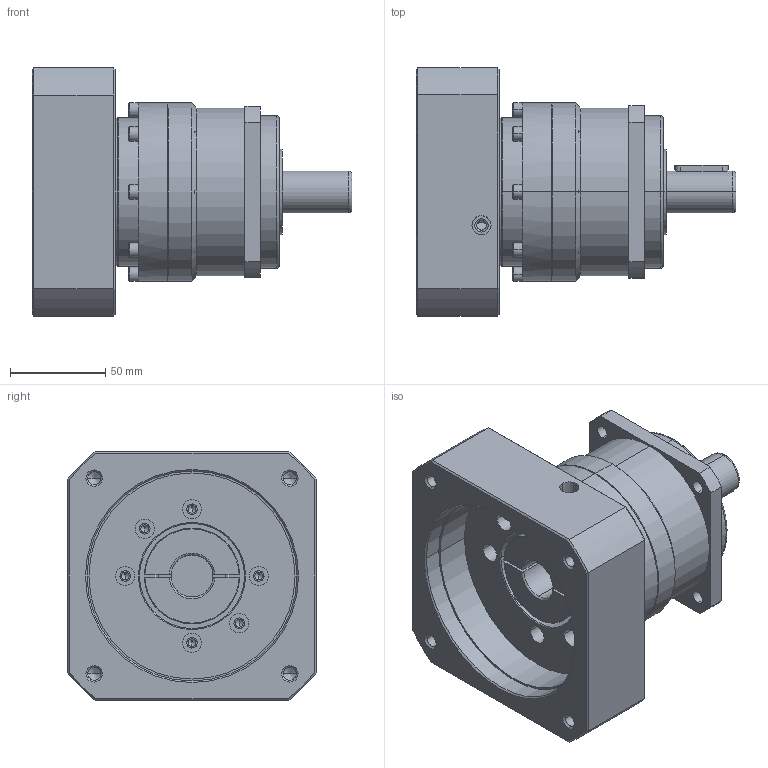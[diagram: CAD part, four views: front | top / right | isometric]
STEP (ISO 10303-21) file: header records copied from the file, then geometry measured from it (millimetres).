
FILE_DESCRIPTION (( 'STEP AP214' ), '1' );
FILE_NAME ('PB090-L1-22-110-145M8.STEP', '2022-02-12T08:27:01', ( 'admin' ), ( '' ), 'SwSTEP 2.0', 'SolidWorks 2013', '' );
FILE_SCHEMA (( 'AUTOMOTIVE_DESIGN' ));
Length unit declared in the file: millimetre
Products named in the file (4): PB090-110-145M8; PB090_X2_58F34F537AEF_X0_-19; PB090_X2_8F9351FA7AEF_X0_; PB090-L1-22-110-145M8
Assembly tree (3 placements, depth 2):
  PB090-L1-22-110-145M8
    PB090_X2_8F9351FA7AEF_X0_
    PB090_X2_58F34F537AEF_X0_-19
    PB090-110-145M8
Bounding box: 167.5 x 130 x 130 mm (x, y, z)
Volume: 960504.9 mm3; surface area: 140096.3 mm2
Topology: 4 solids, 4 shells, 416 faces, 1007 edges, 603 vertices
Faces by surface type: cylinder 167, plane 126, cone 98, bspline 25
Entity records: 17237 total; most frequent: CARTESIAN_POINT 2992, DIRECTION 2070, ORIENTED_EDGE 1882, EDGE_CURVE 941, AXIS2_PLACEMENT_3D 801, VERTEX_POINT 597, EDGE_LOOP 514, VECTOR 468
